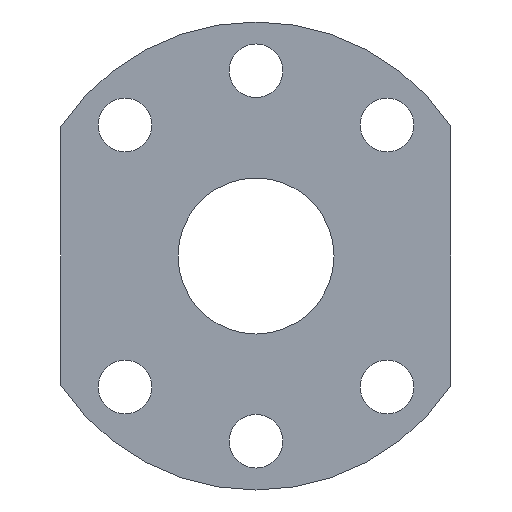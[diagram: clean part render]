
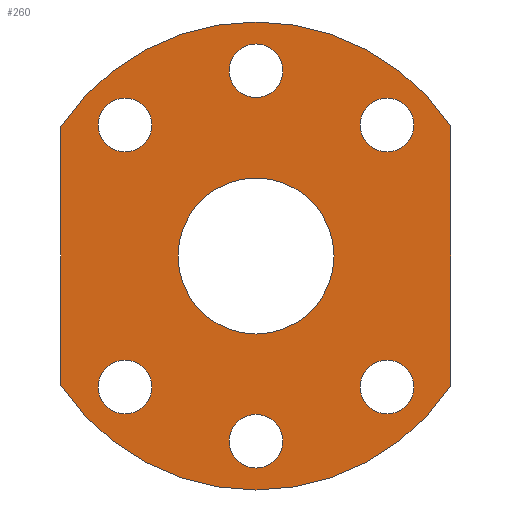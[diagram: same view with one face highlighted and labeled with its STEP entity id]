
A CAD part, left-side view. The second image highlights one B-rep face of the part: STEP entity #260.
In plain terms, the highlighted planar face has unit normal (-1, 0, 0).
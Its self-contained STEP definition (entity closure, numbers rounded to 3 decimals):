
#17=LINE('',#442,#25);
#18=LINE('',#446,#26);
#25=VECTOR('',#370,10.);
#26=VECTOR('',#373,10.);
#33=PLANE('',#301);
#52=FACE_BOUND('',#101,.T.);
#53=FACE_BOUND('',#102,.T.);
#54=FACE_BOUND('',#103,.T.);
#55=FACE_BOUND('',#104,.T.);
#56=FACE_BOUND('',#105,.T.);
#57=FACE_BOUND('',#106,.T.);
#58=FACE_BOUND('',#107,.T.);
#69=FACE_OUTER_BOUND('',#100,.T.);
#100=EDGE_LOOP('',(#213,#214,#215,#216));
#101=EDGE_LOOP('',(#217));
#102=EDGE_LOOP('',(#218));
#103=EDGE_LOOP('',(#219));
#104=EDGE_LOOP('',(#220));
#105=EDGE_LOOP('',(#221));
#106=EDGE_LOOP('',(#222));
#107=EDGE_LOOP('',(#223));
#113=CIRCLE('',#275,2.75);
#115=CIRCLE('',#278,2.75);
#117=CIRCLE('',#281,2.75);
#119=CIRCLE('',#284,2.75);
#121=CIRCLE('',#287,2.75);
#123=CIRCLE('',#290,2.75);
#124=CIRCLE('',#292,8.);
#130=CIRCLE('',#302,24.);
#131=CIRCLE('',#303,24.);
#133=VERTEX_POINT('',#392);
#135=VERTEX_POINT('',#397);
#137=VERTEX_POINT('',#402);
#139=VERTEX_POINT('',#407);
#141=VERTEX_POINT('',#412);
#143=VERTEX_POINT('',#417);
#144=VERTEX_POINT('',#420);
#152=VERTEX_POINT('',#440);
#153=VERTEX_POINT('',#441);
#154=VERTEX_POINT('',#443);
#155=VERTEX_POINT('',#445);
#157=EDGE_CURVE('',#133,#133,#113,.T.);
#159=EDGE_CURVE('',#135,#135,#115,.T.);
#161=EDGE_CURVE('',#137,#137,#117,.T.);
#163=EDGE_CURVE('',#139,#139,#119,.T.);
#165=EDGE_CURVE('',#141,#141,#121,.T.);
#167=EDGE_CURVE('',#143,#143,#123,.T.);
#168=EDGE_CURVE('',#144,#144,#124,.T.);
#176=EDGE_CURVE('',#152,#153,#17,.T.);
#177=EDGE_CURVE('',#153,#154,#130,.T.);
#178=EDGE_CURVE('',#154,#155,#18,.T.);
#179=EDGE_CURVE('',#155,#152,#131,.T.);
#213=ORIENTED_EDGE('',*,*,#176,.T.);
#214=ORIENTED_EDGE('',*,*,#177,.T.);
#215=ORIENTED_EDGE('',*,*,#178,.T.);
#216=ORIENTED_EDGE('',*,*,#179,.T.);
#217=ORIENTED_EDGE('',*,*,#157,.T.);
#218=ORIENTED_EDGE('',*,*,#159,.T.);
#219=ORIENTED_EDGE('',*,*,#161,.T.);
#220=ORIENTED_EDGE('',*,*,#163,.T.);
#221=ORIENTED_EDGE('',*,*,#165,.T.);
#222=ORIENTED_EDGE('',*,*,#167,.T.);
#223=ORIENTED_EDGE('',*,*,#168,.T.);
#260=ADVANCED_FACE('',(#69,#52,#53,#54,#55,#56,#57,#58),#33,.F.);
#275=AXIS2_PLACEMENT_3D('',#393,#314,#315);
#278=AXIS2_PLACEMENT_3D('',#398,#320,#321);
#281=AXIS2_PLACEMENT_3D('',#403,#326,#327);
#284=AXIS2_PLACEMENT_3D('',#408,#332,#333);
#287=AXIS2_PLACEMENT_3D('',#413,#338,#339);
#290=AXIS2_PLACEMENT_3D('',#418,#344,#345);
#292=AXIS2_PLACEMENT_3D('',#421,#348,#349);
#301=AXIS2_PLACEMENT_3D('',#439,#368,#369);
#302=AXIS2_PLACEMENT_3D('',#444,#371,#372);
#303=AXIS2_PLACEMENT_3D('',#447,#374,#375);
#314=DIRECTION('center_axis',(1.,0.,0.));
#315=DIRECTION('ref_axis',(0.,1.,0.));
#320=DIRECTION('center_axis',(1.,0.,0.));
#321=DIRECTION('ref_axis',(0.,1.,0.));
#326=DIRECTION('center_axis',(1.,0.,0.));
#327=DIRECTION('ref_axis',(0.,1.,0.));
#332=DIRECTION('center_axis',(1.,0.,0.));
#333=DIRECTION('ref_axis',(0.,1.,0.));
#338=DIRECTION('center_axis',(1.,0.,0.));
#339=DIRECTION('ref_axis',(0.,1.,0.));
#344=DIRECTION('center_axis',(1.,0.,0.));
#345=DIRECTION('ref_axis',(0.,1.,0.));
#348=DIRECTION('center_axis',(1.,0.,0.));
#349=DIRECTION('ref_axis',(0.,-1.,0.));
#368=DIRECTION('center_axis',(1.,0.,0.));
#369=DIRECTION('ref_axis',(0.,0.,-1.));
#370=DIRECTION('',(0.,0.,1.));
#371=DIRECTION('center_axis',(-1.,0.,0.));
#372=DIRECTION('ref_axis',(0.,-0.833,-0.553));
#373=DIRECTION('',(0.,0.,-1.));
#374=DIRECTION('center_axis',(-1.,0.,0.));
#375=DIRECTION('ref_axis',(0.,0.833,0.553));
#392=CARTESIAN_POINT('',(0.,2.75,-19.));
#393=CARTESIAN_POINT('Origin',(0.,0.,-19.));
#397=CARTESIAN_POINT('',(0.,16.185,-13.435));
#398=CARTESIAN_POINT('Origin',(0.,13.435,-13.435));
#402=CARTESIAN_POINT('',(0.,-10.685,-13.435));
#403=CARTESIAN_POINT('Origin',(0.,-13.435,-13.435));
#407=CARTESIAN_POINT('',(0.,2.75,19.));
#408=CARTESIAN_POINT('Origin',(0.,0.,19.));
#412=CARTESIAN_POINT('',(0.,-10.685,13.435));
#413=CARTESIAN_POINT('Origin',(0.,-13.435,13.435));
#417=CARTESIAN_POINT('',(0.,16.185,13.435));
#418=CARTESIAN_POINT('Origin',(0.,13.435,13.435));
#420=CARTESIAN_POINT('',(0.,8.,0.));
#421=CARTESIAN_POINT('Origin',(0.,0.,0.));
#439=CARTESIAN_POINT('Origin',(0.,0.,0.));
#440=CARTESIAN_POINT('',(0.,-20.,-13.266));
#441=CARTESIAN_POINT('',(0.,-20.,13.266));
#442=CARTESIAN_POINT('',(0.,-20.,-13.266));
#443=CARTESIAN_POINT('',(0.,20.,13.266));
#444=CARTESIAN_POINT('Origin',(0.,0.,0.));
#445=CARTESIAN_POINT('',(0.,20.,-13.266));
#446=CARTESIAN_POINT('',(0.,20.,13.266));
#447=CARTESIAN_POINT('Origin',(0.,0.,0.));
